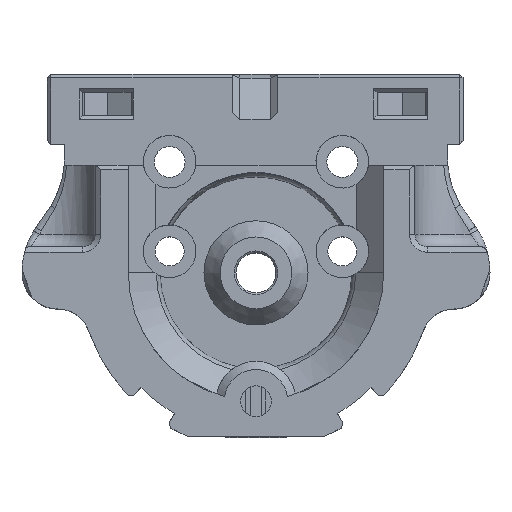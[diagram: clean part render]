
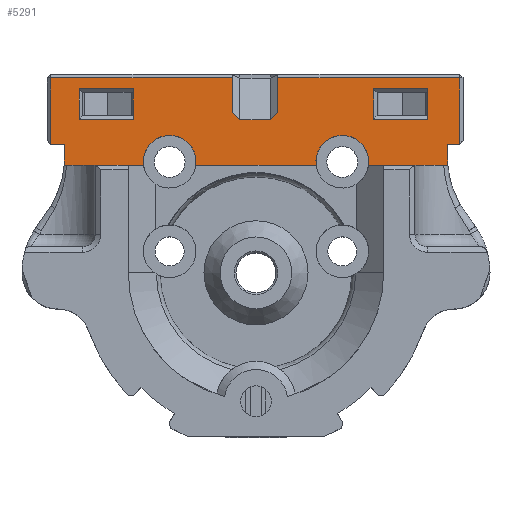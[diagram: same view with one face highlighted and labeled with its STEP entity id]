
A CAD part, top view. The second image highlights one B-rep face of the part: STEP entity #5291.
In plain terms, the highlighted planar face has unit normal (0, 0, 1).
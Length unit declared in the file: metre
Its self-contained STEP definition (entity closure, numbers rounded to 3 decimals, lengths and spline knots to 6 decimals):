
#341=CIRCLE('',#5634,0.0029);
#342=CIRCLE('',#5635,0.0029);
#492=ORIENTED_EDGE('',*,*,#2100,.T.);
#493=ORIENTED_EDGE('',*,*,#2101,.F.);
#494=ORIENTED_EDGE('',*,*,#2102,.T.);
#495=ORIENTED_EDGE('',*,*,#2103,.T.);
#496=ORIENTED_EDGE('',*,*,#2104,.T.);
#497=ORIENTED_EDGE('',*,*,#2105,.F.);
#498=ORIENTED_EDGE('',*,*,#2106,.T.);
#499=ORIENTED_EDGE('',*,*,#2107,.T.);
#500=ORIENTED_EDGE('',*,*,#2108,.F.);
#501=ORIENTED_EDGE('',*,*,#2109,.T.);
#502=ORIENTED_EDGE('',*,*,#2110,.T.);
#503=ORIENTED_EDGE('',*,*,#2111,.T.);
#504=ORIENTED_EDGE('',*,*,#2112,.T.);
#505=ORIENTED_EDGE('',*,*,#2113,.T.);
#506=ORIENTED_EDGE('',*,*,#2114,.T.);
#507=ORIENTED_EDGE('',*,*,#2115,.T.);
#508=ORIENTED_EDGE('',*,*,#2116,.T.);
#509=ORIENTED_EDGE('',*,*,#2117,.T.);
#510=ORIENTED_EDGE('',*,*,#2118,.T.);
#511=ORIENTED_EDGE('',*,*,#2119,.T.);
#512=ORIENTED_EDGE('',*,*,#2120,.T.);
#513=ORIENTED_EDGE('',*,*,#2121,.T.);
#514=ORIENTED_EDGE('',*,*,#2122,.F.);
#515=ORIENTED_EDGE('',*,*,#2123,.T.);
#516=ORIENTED_EDGE('',*,*,#2124,.T.);
#517=ORIENTED_EDGE('',*,*,#2125,.T.);
#2100=EDGE_CURVE('',#2904,#2905,#3427,.T.);
#2101=EDGE_CURVE('',#2906,#2905,#3428,.T.);
#2102=EDGE_CURVE('',#2906,#2907,#3429,.T.);
#2103=EDGE_CURVE('',#2907,#2904,#3430,.T.);
#2104=EDGE_CURVE('',#2908,#2909,#3431,.T.);
#2105=EDGE_CURVE('',#2910,#2909,#3432,.T.);
#2106=EDGE_CURVE('',#2910,#2911,#3433,.T.);
#2107=EDGE_CURVE('',#2911,#2908,#3434,.T.);
#2108=EDGE_CURVE('',#2912,#2913,#3435,.T.);
#2109=EDGE_CURVE('',#2912,#2914,#3436,.T.);
#2110=EDGE_CURVE('',#2914,#2915,#3437,.T.);
#2111=EDGE_CURVE('',#2915,#2916,#3438,.F.);
#2112=EDGE_CURVE('',#2916,#2917,#3439,.T.);
#2113=EDGE_CURVE('',#2917,#2918,#3440,.T.);
#2114=EDGE_CURVE('',#2918,#2919,#3441,.T.);
#2115=EDGE_CURVE('',#2919,#2920,#3442,.T.);
#2116=EDGE_CURVE('',#2920,#2921,#3443,.T.);
#2117=EDGE_CURVE('',#2921,#2922,#3444,.T.);
#2118=EDGE_CURVE('',#2922,#2923,#341,.T.);
#2119=EDGE_CURVE('',#2923,#2924,#3445,.T.);
#2120=EDGE_CURVE('',#2924,#2925,#342,.T.);
#2121=EDGE_CURVE('',#2925,#2926,#3446,.T.);
#2122=EDGE_CURVE('',#2927,#2926,#3447,.T.);
#2123=EDGE_CURVE('',#2927,#2928,#3448,.T.);
#2124=EDGE_CURVE('',#2928,#2929,#3449,.T.);
#2125=EDGE_CURVE('',#2929,#2913,#3450,.T.);
#2904=VERTEX_POINT('',#7409);
#2905=VERTEX_POINT('',#7410);
#2906=VERTEX_POINT('',#7412);
#2907=VERTEX_POINT('',#7414);
#2908=VERTEX_POINT('',#7417);
#2909=VERTEX_POINT('',#7418);
#2910=VERTEX_POINT('',#7420);
#2911=VERTEX_POINT('',#7422);
#2912=VERTEX_POINT('',#7425);
#2913=VERTEX_POINT('',#7426);
#2914=VERTEX_POINT('',#7428);
#2915=VERTEX_POINT('',#7430);
#2916=VERTEX_POINT('',#7432);
#2917=VERTEX_POINT('',#7434);
#2918=VERTEX_POINT('',#7436);
#2919=VERTEX_POINT('',#7438);
#2920=VERTEX_POINT('',#7440);
#2921=VERTEX_POINT('',#7442);
#2922=VERTEX_POINT('',#7444);
#2923=VERTEX_POINT('',#7446);
#2924=VERTEX_POINT('',#7448);
#2925=VERTEX_POINT('',#7450);
#2926=VERTEX_POINT('',#7452);
#2927=VERTEX_POINT('',#7454);
#2928=VERTEX_POINT('',#7456);
#2929=VERTEX_POINT('',#7458);
#3427=LINE('',#7408,#3896);
#3428=LINE('',#7411,#3897);
#3429=LINE('',#7413,#3898);
#3430=LINE('',#7415,#3899);
#3431=LINE('',#7416,#3900);
#3432=LINE('',#7419,#3901);
#3433=LINE('',#7421,#3902);
#3434=LINE('',#7423,#3903);
#3435=LINE('',#7424,#3904);
#3436=LINE('',#7427,#3905);
#3437=LINE('',#7429,#3906);
#3438=LINE('',#7431,#3907);
#3439=LINE('',#7433,#3908);
#3440=LINE('',#7435,#3909);
#3441=LINE('',#7437,#3910);
#3442=LINE('',#7439,#3911);
#3443=LINE('',#7441,#3912);
#3444=LINE('',#7443,#3913);
#3445=LINE('',#7447,#3914);
#3446=LINE('',#7451,#3915);
#3447=LINE('',#7453,#3916);
#3448=LINE('',#7455,#3917);
#3449=LINE('',#7457,#3918);
#3450=LINE('',#7459,#3919);
#3896=VECTOR('',#6071,1.);
#3897=VECTOR('',#6072,1.);
#3898=VECTOR('',#6073,1.);
#3899=VECTOR('',#6074,1.);
#3900=VECTOR('',#6075,1.);
#3901=VECTOR('',#6076,1.);
#3902=VECTOR('',#6077,1.);
#3903=VECTOR('',#6078,1.);
#3904=VECTOR('',#6079,1.);
#3905=VECTOR('',#6080,1.);
#3906=VECTOR('',#6081,1.);
#3907=VECTOR('',#6082,1.);
#3908=VECTOR('',#6083,1.);
#3909=VECTOR('',#6084,1.);
#3910=VECTOR('',#6085,1.);
#3911=VECTOR('',#6086,1.);
#3912=VECTOR('',#6087,1.);
#3913=VECTOR('',#6088,1.);
#3914=VECTOR('',#6091,1.);
#3915=VECTOR('',#6094,1.);
#3916=VECTOR('',#6095,1.);
#3917=VECTOR('',#6096,1.);
#3918=VECTOR('',#6097,1.);
#3919=VECTOR('',#6098,1.);
#4365=EDGE_LOOP('',(#492,#493,#494,#495));
#4366=EDGE_LOOP('',(#496,#497,#498,#499));
#4367=EDGE_LOOP('',(#500,#501,#502,#503,#504,#505,#506,#507,#508,#509,#510,
#511,#512,#513,#514,#515,#516,#517));
#4738=FACE_BOUND('',#4365,.T.);
#4739=FACE_BOUND('',#4366,.T.);
#4740=FACE_BOUND('',#4367,.T.);
#5111=PLANE('',#5633);
#5291=ADVANCED_FACE('',(#4738,#4739,#4740),#5111,.F.);
#5633=AXIS2_PLACEMENT_3D('',#7407,#6069,#6070);
#5634=AXIS2_PLACEMENT_3D('',#7445,#6089,#6090);
#5635=AXIS2_PLACEMENT_3D('',#7449,#6092,#6093);
#6069=DIRECTION('',(0.,0.,-1.));
#6070=DIRECTION('',(0.,-1.,0.));
#6071=DIRECTION('',(1.,0.,0.));
#6072=DIRECTION('',(0.,1.,0.));
#6073=DIRECTION('',(-1.,0.,0.));
#6074=DIRECTION('',(0.,1.,0.));
#6075=DIRECTION('',(1.,0.,0.));
#6076=DIRECTION('',(0.,1.,0.));
#6077=DIRECTION('',(-1.,0.,0.));
#6078=DIRECTION('',(0.,1.,0.));
#6079=DIRECTION('',(0.,1.,0.));
#6080=DIRECTION('',(-0.707,-0.707,0.));
#6081=DIRECTION('',(-1.,0.,0.));
#6082=DIRECTION('',(0.707,-0.707,0.));
#6083=DIRECTION('',(0.,1.,0.));
#6084=DIRECTION('',(-1.,0.,0.));
#6085=DIRECTION('',(0.,-1.,0.));
#6086=DIRECTION('',(1.,0.,0.));
#6087=DIRECTION('',(0.,-1.,0.));
#6088=DIRECTION('',(1.,0.,0.));
#6089=DIRECTION('',(0.,0.,-1.));
#6090=DIRECTION('',(0.,1.,0.));
#6091=DIRECTION('',(1.,0.,0.));
#6092=DIRECTION('',(0.,0.,-1.));
#6093=DIRECTION('',(0.,1.,0.));
#6094=DIRECTION('',(1.,0.,0.));
#6095=DIRECTION('',(0.,-1.,0.));
#6096=DIRECTION('',(1.,0.,0.));
#6097=DIRECTION('',(0.,1.,0.));
#6098=DIRECTION('',(-1.,0.,0.));
#7407=CARTESIAN_POINT('',(0.200001,0.02195,-0.00005));
#7408=CARTESIAN_POINT('',(0.200001,0.02025,-0.00005));
#7409=CARTESIAN_POINT('',(0.180525,0.02025,-0.00005));
#7410=CARTESIAN_POINT('',(0.186475,0.02025,-0.00005));
#7411=CARTESIAN_POINT('',(0.186475,0.02195,-0.00005));
#7412=CARTESIAN_POINT('',(0.186475,0.0169,-0.00005));
#7413=CARTESIAN_POINT('',(0.180925,0.0169,-0.00005));
#7414=CARTESIAN_POINT('',(0.180525,0.0169,-0.00005));
#7415=CARTESIAN_POINT('',(0.180525,0.02195,-0.00005));
#7416=CARTESIAN_POINT('',(0.200001,0.02025,-0.00005));
#7417=CARTESIAN_POINT('',(0.212932,0.02025,-0.00005));
#7418=CARTESIAN_POINT('',(0.218882,0.02025,-0.00005));
#7419=CARTESIAN_POINT('',(0.218882,0.02195,-0.00005));
#7420=CARTESIAN_POINT('',(0.218882,0.0169,-0.00005));
#7421=CARTESIAN_POINT('',(0.213332,0.0169,-0.00005));
#7422=CARTESIAN_POINT('',(0.212932,0.0169,-0.00005));
#7423=CARTESIAN_POINT('',(0.212932,0.02195,-0.00005));
#7424=CARTESIAN_POINT('',(0.202404,0.02195,-0.00005));
#7425=CARTESIAN_POINT('',(0.202404,0.01765,-0.00005));
#7426=CARTESIAN_POINT('',(0.202404,0.02145,-0.00005));
#7427=CARTESIAN_POINT('',(0.203352,0.018599,-0.00005));
#7428=CARTESIAN_POINT('',(0.201604,0.01685,-0.00005));
#7429=CARTESIAN_POINT('',(0.200001,0.01685,-0.00005));
#7430=CARTESIAN_POINT('',(0.198204,0.01685,-0.00005));
#7431=CARTESIAN_POINT('',(0.196553,0.018502,-0.00005));
#7432=CARTESIAN_POINT('',(0.197404,0.01765,-0.00005));
#7433=CARTESIAN_POINT('',(0.197404,0.02195,-0.00005));
#7434=CARTESIAN_POINT('',(0.197404,0.02145,-0.00005));
#7435=CARTESIAN_POINT('',(0.177008,0.02145,-0.00005));
#7436=CARTESIAN_POINT('',(0.177408,0.02145,-0.00005));
#7437=CARTESIAN_POINT('',(0.177408,0.013279,-0.00005));
#7438=CARTESIAN_POINT('',(0.177408,0.01415,-0.00005));
#7439=CARTESIAN_POINT('',(0.200001,0.01415,-0.00005));
#7440=CARTESIAN_POINT('',(0.178889,0.01415,-0.00005));
#7441=CARTESIAN_POINT('',(0.178889,0.02195,-0.00005));
#7442=CARTESIAN_POINT('',(0.178889,0.01185,-0.00005));
#7443=CARTESIAN_POINT('',(0.200001,0.01185,-0.00005));
#7444=CARTESIAN_POINT('',(0.187624,0.01185,-0.00005));
#7445=CARTESIAN_POINT('',(0.1905,0.012225,-0.00005));
#7446=CARTESIAN_POINT('',(0.193376,0.01185,-0.00005));
#7447=CARTESIAN_POINT('',(0.200001,0.01185,-0.00005));
#7448=CARTESIAN_POINT('',(0.206624,0.01185,-0.00005));
#7449=CARTESIAN_POINT('',(0.2095,0.012225,-0.00005));
#7450=CARTESIAN_POINT('',(0.212376,0.01185,-0.00005));
#7451=CARTESIAN_POINT('',(0.200001,0.01185,-0.00005));
#7452=CARTESIAN_POINT('',(0.221113,0.01185,-0.00005));
#7453=CARTESIAN_POINT('',(0.221113,0.02195,-0.00005));
#7454=CARTESIAN_POINT('',(0.221113,0.01415,-0.00005));
#7455=CARTESIAN_POINT('',(0.200001,0.01415,-0.00005));
#7456=CARTESIAN_POINT('',(0.2224,0.01415,-0.00005));
#7457=CARTESIAN_POINT('',(0.2224,0.021993,-0.00005));
#7458=CARTESIAN_POINT('',(0.2224,0.02145,-0.00005));
#7459=CARTESIAN_POINT('',(0.177008,0.02145,-0.00005));
